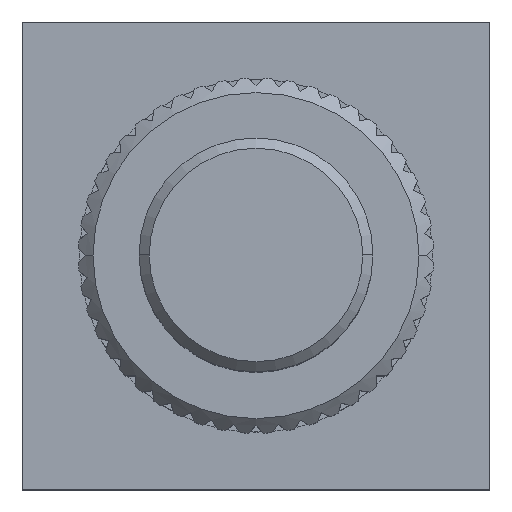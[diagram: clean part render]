
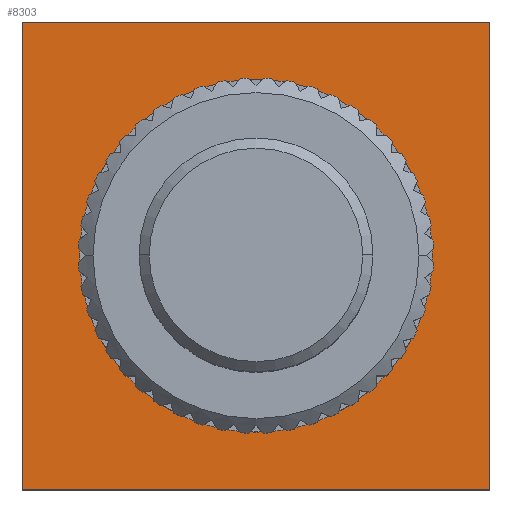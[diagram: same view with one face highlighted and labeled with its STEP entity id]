
A CAD part, top view. The second image highlights one B-rep face of the part: STEP entity #8303.
In plain terms, the highlighted planar face has unit normal (0, 0, 1).
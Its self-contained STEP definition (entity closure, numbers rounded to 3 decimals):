
#239 = DIRECTION ( 'NONE',  ( 1., 0., 0. ) ) ;
#425 = DIRECTION ( 'NONE',  ( 1., 0., 0. ) ) ;
#709 = AXIS2_PLACEMENT_3D ( 'NONE', #6585, #6823, #425 ) ;
#945 = CARTESIAN_POINT ( 'NONE',  ( 8., -8., 2. ) ) ;
#1085 = EDGE_CURVE ( 'NONE', #4689, #2773, #4986, .T. ) ;
#1250 = VERTEX_POINT ( 'NONE', #4931 ) ;
#1563 = EDGE_LOOP ( 'NONE', ( #2421, #6869 ) ) ;
#1758 = VERTEX_POINT ( 'NONE', #945 ) ;
#1875 = LINE ( 'NONE', #2678, #7690 ) ;
#1898 = CARTESIAN_POINT ( 'NONE',  ( 6.025, 0., 2. ) ) ;
#1915 = CARTESIAN_POINT ( 'NONE',  ( 0., 0., 2. ) ) ;
#2152 = ORIENTED_EDGE ( 'NONE', *, *, #7441, .T. ) ;
#2385 = CARTESIAN_POINT ( 'NONE',  ( 0., 0., 2. ) ) ;
#2421 = ORIENTED_EDGE ( 'NONE', *, *, #6855, .F. ) ;
#2442 = VECTOR ( 'NONE', #5939, 1000. ) ;
#2450 = CARTESIAN_POINT ( 'NONE',  ( -6.025, 0., 2. ) ) ;
#2598 = CARTESIAN_POINT ( 'NONE',  ( -8., 8., 2. ) ) ;
#2603 = DIRECTION ( 'NONE',  ( 1., 0., 0. ) ) ;
#2678 = CARTESIAN_POINT ( 'NONE',  ( 8., 8., 2. ) ) ;
#2773 = VERTEX_POINT ( 'NONE', #2450 ) ;
#3018 = VECTOR ( 'NONE', #7951, 1000. ) ;
#3040 = DIRECTION ( 'NONE',  ( 0., 0., 1. ) ) ;
#3058 = AXIS2_PLACEMENT_3D ( 'NONE', #1915, #6629, #2603 ) ;
#3580 = CIRCLE ( 'NONE', #709, 6.025 ) ;
#4022 = DIRECTION ( 'NONE',  ( 0., 1., 0. ) ) ;
#4355 = PLANE ( 'NONE',  #4739 ) ;
#4689 = VERTEX_POINT ( 'NONE', #1898 ) ;
#4692 = ORIENTED_EDGE ( 'NONE', *, *, #5708, .T. ) ;
#4714 = LINE ( 'NONE', #2598, #8645 ) ;
#4739 = AXIS2_PLACEMENT_3D ( 'NONE', #2385, #3040, #239 ) ;
#4813 = EDGE_LOOP ( 'NONE', ( #2152, #6887, #4692, #8443 ) ) ;
#4931 = CARTESIAN_POINT ( 'NONE',  ( -8., 8., 2. ) ) ;
#4986 = CIRCLE ( 'NONE', #3058, 6.025 ) ;
#5121 = FACE_BOUND ( 'NONE', #1563, .T. ) ;
#5184 = VERTEX_POINT ( 'NONE', #5198 ) ;
#5198 = CARTESIAN_POINT ( 'NONE',  ( -8., -8., 2. ) ) ;
#5255 = CARTESIAN_POINT ( 'NONE',  ( -8., -8., 2. ) ) ;
#5284 = EDGE_CURVE ( 'NONE', #8452, #1250, #8689, .T. ) ;
#5708 = EDGE_CURVE ( 'NONE', #1250, #5184, #4714, .T. ) ;
#5768 = EDGE_CURVE ( 'NONE', #5184, #1758, #6747, .T. ) ;
#5939 = DIRECTION ( 'NONE',  ( 1., 0., 0. ) ) ;
#6040 = CARTESIAN_POINT ( 'NONE',  ( -8., 8., 2. ) ) ;
#6585 = CARTESIAN_POINT ( 'NONE',  ( 0., 0., 2. ) ) ;
#6629 = DIRECTION ( 'NONE',  ( 0., 0., 1. ) ) ;
#6747 = LINE ( 'NONE', #5255, #2442 ) ;
#6823 = DIRECTION ( 'NONE',  ( 0., 0., 1. ) ) ;
#6855 = EDGE_CURVE ( 'NONE', #2773, #4689, #3580, .T. ) ;
#6869 = ORIENTED_EDGE ( 'NONE', *, *, #1085, .F. ) ;
#6887 = ORIENTED_EDGE ( 'NONE', *, *, #5284, .T. ) ;
#7441 = EDGE_CURVE ( 'NONE', #1758, #8452, #1875, .T. ) ;
#7690 = VECTOR ( 'NONE', #4022, 1000. ) ;
#7951 = DIRECTION ( 'NONE',  ( -1., 0., 0. ) ) ;
#8060 = DIRECTION ( 'NONE',  ( 0., -1., 0. ) ) ;
#8303 = ADVANCED_FACE ( 'NONE', ( #8423, #5121 ), #4355, .T. ) ;
#8423 = FACE_OUTER_BOUND ( 'NONE', #4813, .T. ) ;
#8443 = ORIENTED_EDGE ( 'NONE', *, *, #5768, .T. ) ;
#8452 = VERTEX_POINT ( 'NONE', #8588 ) ;
#8588 = CARTESIAN_POINT ( 'NONE',  ( 8., 8., 2. ) ) ;
#8645 = VECTOR ( 'NONE', #8060, 1000. ) ;
#8689 = LINE ( 'NONE', #6040, #3018 ) ;
